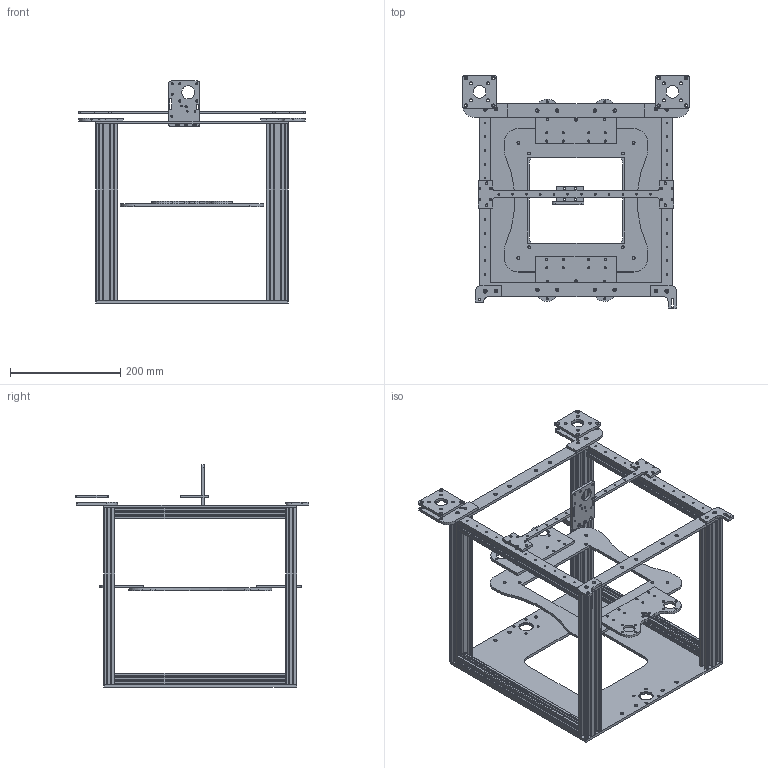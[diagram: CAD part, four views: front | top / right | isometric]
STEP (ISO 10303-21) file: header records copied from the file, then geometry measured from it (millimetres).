
FILE_DESCRIPTION(/* description */ (''),/* implementation_level */ '2;1');
FILE_NAME(/* name */ 'THe_H-CUBE.stp',/* time_stamp */ '2021-01-10T18:46:49+01:00',/* author */ (''),/* organization */ (''),/* preprocessor_version */ 'ST-DEVELOPER v16.7',/* originating_system */ 'SIEMENS PLM Software NX 1946',/* authorisation */ '');
FILE_SCHEMA (('AUTOMOTIVE_DESIGN { 1 0 10303 214 3 1 1 1 }'));
Length unit declared in the file: millimetre
Products named in the file (1): mare38E427F2qaz5
Bounding box: 410 x 423.3 x 402.75 mm (x, y, z)
Volume: 1580739 mm3; surface area: 1081579.1 mm2
Topology: 22 solids, 22 shells, 1626 faces, 4347 edges, 2769 vertices
Faces by surface type: plane 681, cylinder 525, cone 418, extrusion 2
Full cylindrical faces by diameter (mm): 2.5 x43, 3.3 x17, 3.4 x71, 4 x8, 4.2 x25, 4.5 x16, 5.5 x40, 6 x8, 6.5 x4, 11.5 x2, 22 x4, 23 x2, 24 x3
Entity records: 50457 total; most frequent: DIRECTION 8367, CARTESIAN_POINT 8092, ORIENTED_EDGE 7310, EDGE_CURVE 3655, AXIS2_PLACEMENT_3D 3093, EDGE_LOOP 2825, VERTEX_POINT 2738, VECTOR 2181
